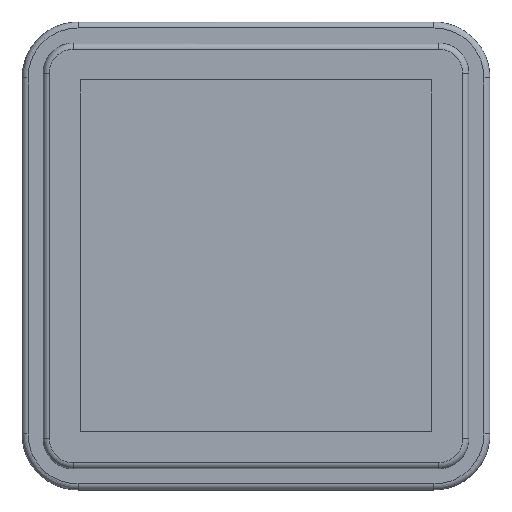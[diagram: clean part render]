
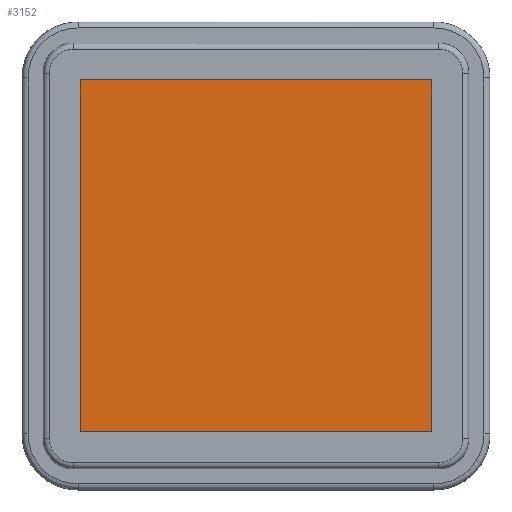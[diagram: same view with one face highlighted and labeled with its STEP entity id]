
A CAD part, top view. The second image highlights one B-rep face of the part: STEP entity #3152.
In plain terms, the highlighted planar face has unit normal (0, 0, 1).
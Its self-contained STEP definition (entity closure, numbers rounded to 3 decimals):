
#95 = PLANE ( 'NONE',  #2511 ) ;
#145 = DIRECTION ( 'NONE',  ( 1., 0., 0. ) ) ;
#310 = EDGE_CURVE ( 'NONE', #1577, #4682, #354, .T. ) ;
#354 = LINE ( 'NONE', #4431, #2648 ) ;
#358 = ORIENTED_EDGE ( 'NONE', *, *, #3576, .F. ) ;
#487 = DIRECTION ( 'NONE',  ( 1., 0., 0. ) ) ;
#490 = CARTESIAN_POINT ( 'NONE',  ( 44.1, 44.1, 8.7 ) ) ;
#496 = EDGE_CURVE ( 'NONE', #1838, #1020, #4528, .T. ) ;
#577 = EDGE_CURVE ( 'NONE', #4682, #1838, #1301, .T. ) ;
#620 = VECTOR ( 'NONE', #1527, 1000. ) ;
#859 = CARTESIAN_POINT ( 'NONE',  ( -43.9, 44.1, 8.7 ) ) ;
#895 = DIRECTION ( 'NONE',  ( 0., 0., -1. ) ) ;
#1020 = VERTEX_POINT ( 'NONE', #4322 ) ;
#1265 = FACE_OUTER_BOUND ( 'NONE', #3360, .T. ) ;
#1301 = LINE ( 'NONE', #859, #1948 ) ;
#1374 = CARTESIAN_POINT ( 'NONE',  ( -43.9, -43.9, 8.7 ) ) ;
#1379 = DIRECTION ( 'NONE',  ( 0., 1., 0. ) ) ;
#1407 = DIRECTION ( 'NONE',  ( -1., 0., 0. ) ) ;
#1527 = DIRECTION ( 'NONE',  ( 0., -1., 0. ) ) ;
#1577 = VERTEX_POINT ( 'NONE', #1374 ) ;
#1838 = VERTEX_POINT ( 'NONE', #490 ) ;
#1948 = VECTOR ( 'NONE', #145, 1000. ) ;
#2046 = ORIENTED_EDGE ( 'NONE', *, *, #577, .F. ) ;
#2316 = CARTESIAN_POINT ( 'NONE',  ( -44.4, 44.6, 8.7 ) ) ;
#2511 = AXIS2_PLACEMENT_3D ( 'NONE', #2316, #895, #487 ) ;
#2605 = CARTESIAN_POINT ( 'NONE',  ( 44.1, 44.1, 8.7 ) ) ;
#2648 = VECTOR ( 'NONE', #1379, 1000. ) ;
#2787 = CARTESIAN_POINT ( 'NONE',  ( -43.9, 44.1, 8.7 ) ) ;
#3152 = ADVANCED_FACE ( 'NONE', ( #1265 ), #95, .F. ) ;
#3223 = VECTOR ( 'NONE', #1407, 1000. ) ;
#3339 = LINE ( 'NONE', #4060, #3223 ) ;
#3360 = EDGE_LOOP ( 'NONE', ( #4727, #2046, #3868, #358 ) ) ;
#3576 = EDGE_CURVE ( 'NONE', #1020, #1577, #3339, .T. ) ;
#3868 = ORIENTED_EDGE ( 'NONE', *, *, #310, .F. ) ;
#4060 = CARTESIAN_POINT ( 'NONE',  ( 44.6, -43.9, 8.7 ) ) ;
#4322 = CARTESIAN_POINT ( 'NONE',  ( 44.1, -43.9, 8.7 ) ) ;
#4431 = CARTESIAN_POINT ( 'NONE',  ( -43.9, -44.4, 8.7 ) ) ;
#4528 = LINE ( 'NONE', #2605, #620 ) ;
#4682 = VERTEX_POINT ( 'NONE', #2787 ) ;
#4727 = ORIENTED_EDGE ( 'NONE', *, *, #496, .F. ) ;
